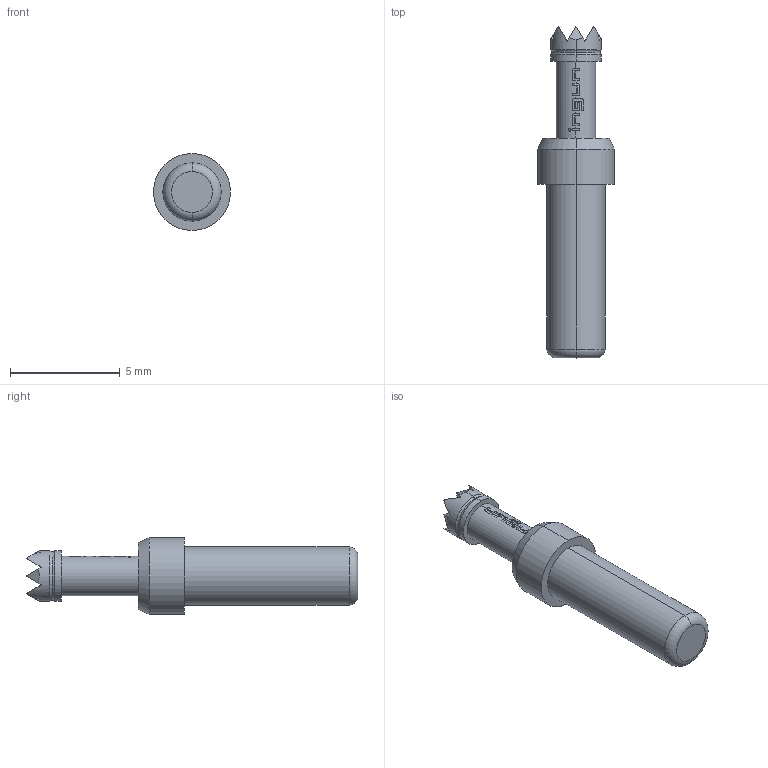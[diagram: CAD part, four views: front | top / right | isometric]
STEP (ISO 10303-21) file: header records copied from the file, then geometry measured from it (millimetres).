
FILE_DESCRIPTION (( 'STEP AP203' ), '1' );
FILE_NAME ('INGUN_HSS-520_306_230_A_xx02_S.STEP', '2021-01-18T11:37:05', ( '' ), ( '' ), 'SwSTEP 2.0', 'SolidWorks 2018', '' );
FILE_SCHEMA (( 'CONFIG_CONTROL_DESIGN' ));
Length unit declared in the file: millimetre
Products named in the file (1): INGUN_HSS-520_306_230_A_xx02_S
Bounding box: 3.5 x 15.1 x 3.5 mm (x, y, z)
Volume: 76.5 mm3; surface area: 140.1 mm2
Topology: 1 solids, 1 shells, 130 faces, 333 edges, 209 vertices
Faces by surface type: plane 68, bspline 34, cylinder 20, torus 6, cone 2
Entity records: 5007 total; most frequent: CARTESIAN_POINT 2368, ORIENTED_EDGE 666, EDGE_CURVE 333, DIRECTION 323, VERTEX_POINT 209, B_SPLINE_CURVE_WITH_KNOTS 204, EDGE_LOOP 134, FACE_OUTER_BOUND 130
